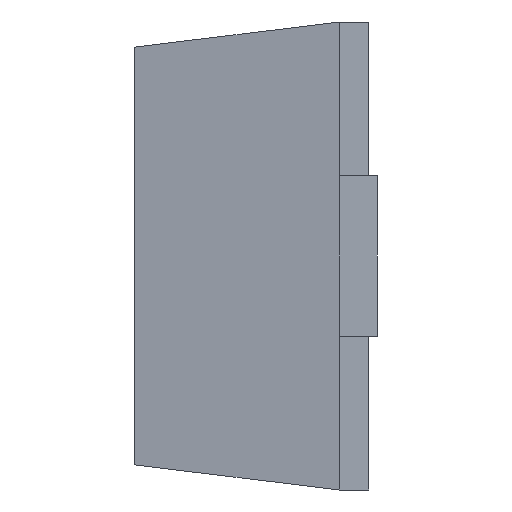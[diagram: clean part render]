
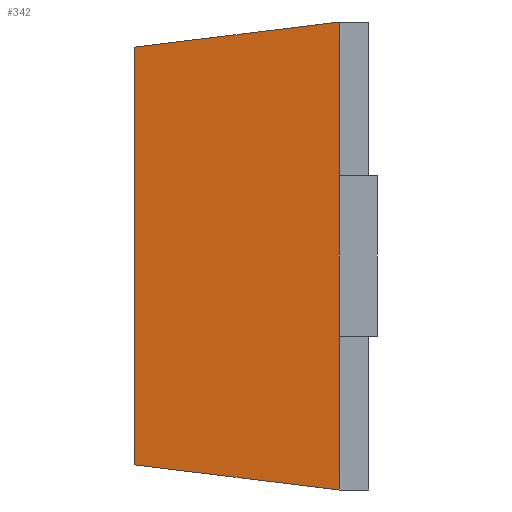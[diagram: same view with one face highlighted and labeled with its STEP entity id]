
A CAD part, left-side view. The second image highlights one B-rep face of the part: STEP entity #342.
In plain terms, the highlighted planar face has unit normal (-0.993, 0.122, 0).
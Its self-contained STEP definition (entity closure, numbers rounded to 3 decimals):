
#5 = VERTEX_POINT ( 'NONE', #217 ) ;
#37 = DIRECTION ( 'NONE',  ( -0.122, -0.993, 0. ) ) ;
#43 = CARTESIAN_POINT ( 'NONE',  ( -1.3, 0.1, 0.8 ) ) ;
#46 = DIRECTION ( 'NONE',  ( 0., 0., 1. ) ) ;
#47 = DIRECTION ( 'NONE',  ( 0., 0., 1. ) ) ;
#71 = ORIENTED_EDGE ( 'NONE', *, *, #788, .F. ) ;
#89 = CARTESIAN_POINT ( 'NONE',  ( -1.3, 0.1, 0.8 ) ) ;
#92 = VERTEX_POINT ( 'NONE', #454 ) ;
#94 = DIRECTION ( 'NONE',  ( -0.121, -0.985, -0.121 ) ) ;
#99 = EDGE_CURVE ( 'NONE', #705, #467, #630, .T. ) ;
#105 = CARTESIAN_POINT ( 'NONE',  ( -1.3, 0.1, -0.275 ) ) ;
#155 = CARTESIAN_POINT ( 'NONE',  ( -1.214, 0.8, -0.714 ) ) ;
#156 = ORIENTED_EDGE ( 'NONE', *, *, #99, .T. ) ;
#217 = CARTESIAN_POINT ( 'NONE',  ( -1.3, 0.1, 0.8 ) ) ;
#231 = ORIENTED_EDGE ( 'NONE', *, *, #624, .T. ) ;
#257 = AXIS2_PLACEMENT_3D ( 'NONE', #43, #1036, #37 ) ;
#269 = CARTESIAN_POINT ( 'NONE',  ( -1.277, 0.291, -0.777 ) ) ;
#284 = EDGE_LOOP ( 'NONE', ( #156, #231, #437, #71, #401, #755 ) ) ;
#287 = VERTEX_POINT ( 'NONE', #613 ) ;
#342 = ADVANCED_FACE ( 'NONE', ( #506 ), #526, .T. ) ;
#343 = LINE ( 'NONE', #269, #492 ) ;
#372 = VECTOR ( 'NONE', #47, 1000. ) ;
#401 = ORIENTED_EDGE ( 'NONE', *, *, #728, .F. ) ;
#437 = ORIENTED_EDGE ( 'NONE', *, *, #1035, .T. ) ;
#451 = EDGE_CURVE ( 'NONE', #1075, #705, #343, .T. ) ;
#452 = CARTESIAN_POINT ( 'NONE',  ( -1.3, 0.1, 0.8 ) ) ;
#454 = CARTESIAN_POINT ( 'NONE',  ( -1.214, 0.8, 0.714 ) ) ;
#467 = VERTEX_POINT ( 'NONE', #105 ) ;
#492 = VECTOR ( 'NONE', #94, 1000. ) ;
#506 = FACE_OUTER_BOUND ( 'NONE', #284, .T. ) ;
#507 = CARTESIAN_POINT ( 'NONE',  ( -1.3, 0.1, 0.8 ) ) ;
#526 = PLANE ( 'NONE',  #257 ) ;
#613 = CARTESIAN_POINT ( 'NONE',  ( -1.3, 0.1, 0.275 ) ) ;
#624 = EDGE_CURVE ( 'NONE', #467, #287, #947, .T. ) ;
#630 = LINE ( 'NONE', #712, #372 ) ;
#651 = CARTESIAN_POINT ( 'NONE',  ( -1.3, 0.1, -0.8 ) ) ;
#658 = VECTOR ( 'NONE', #894, 1000. ) ;
#672 = DIRECTION ( 'NONE',  ( -0.121, -0.985, 0.121 ) ) ;
#705 = VERTEX_POINT ( 'NONE', #651 ) ;
#712 = CARTESIAN_POINT ( 'NONE',  ( -1.3, 0.1, 0.8 ) ) ;
#728 = EDGE_CURVE ( 'NONE', #1075, #92, #982, .T. ) ;
#749 = LINE ( 'NONE', #507, #777 ) ;
#755 = ORIENTED_EDGE ( 'NONE', *, *, #451, .T. ) ;
#757 = VECTOR ( 'NONE', #46, 1000. ) ;
#777 = VECTOR ( 'NONE', #914, 1000. ) ;
#788 = EDGE_CURVE ( 'NONE', #92, #5, #928, .T. ) ;
#894 = DIRECTION ( 'NONE',  ( 0., 0., 1. ) ) ;
#901 = VECTOR ( 'NONE', #672, 1000. ) ;
#914 = DIRECTION ( 'NONE',  ( 0., 0., 1. ) ) ;
#928 = LINE ( 'NONE', #89, #901 ) ;
#947 = LINE ( 'NONE', #452, #757 ) ;
#982 = LINE ( 'NONE', #1061, #658 ) ;
#1035 = EDGE_CURVE ( 'NONE', #287, #5, #749, .T. ) ;
#1036 = DIRECTION ( 'NONE',  ( -0.993, 0.122, 0. ) ) ;
#1061 = CARTESIAN_POINT ( 'NONE',  ( -1.214, 0.8, -0.8 ) ) ;
#1075 = VERTEX_POINT ( 'NONE', #155 ) ;
